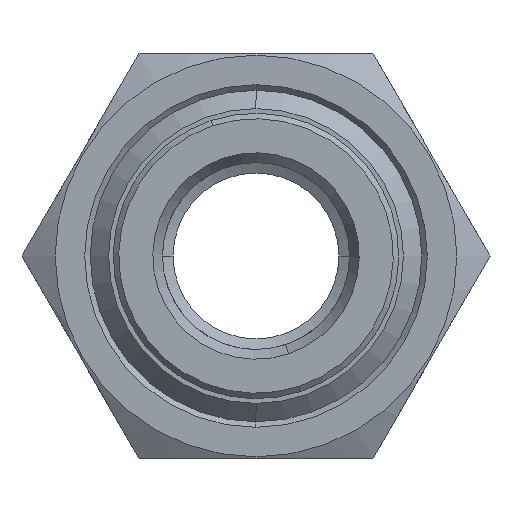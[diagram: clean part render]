
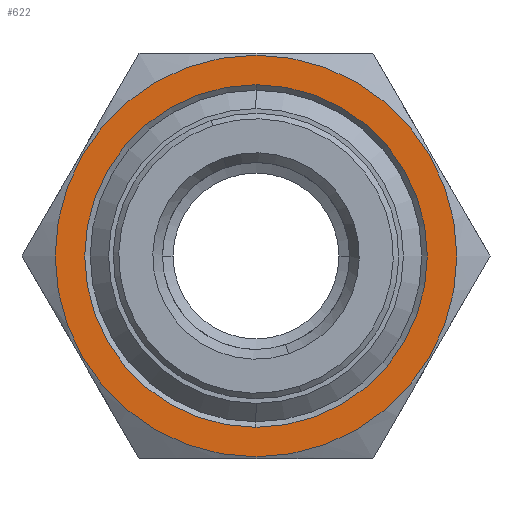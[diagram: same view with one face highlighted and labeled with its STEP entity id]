
A CAD part, front view. The second image highlights one B-rep face of the part: STEP entity #622.
In plain terms, the highlighted planar face has unit normal (0, -1, 0).
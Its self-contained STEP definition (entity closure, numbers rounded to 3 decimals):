
#433 = VERTEX_POINT ( 'NONE', #1639 ) ;
#434 = VERTEX_POINT ( 'NONE', #1638 ) ;
#437 = EDGE_CURVE ( 'NONE', #434, #433, #1635, .T. ) ;
#451 = ORIENTED_EDGE ( 'NONE', *, *, #606, .F. ) ;
#517 = ORIENTED_EDGE ( 'NONE', *, *, #518, .F. ) ;
#518 = EDGE_CURVE ( 'NONE', #607, #603, #1774, .T. ) ;
#519 = ORIENTED_EDGE ( 'NONE', *, *, #437, .T. ) ;
#520 = ORIENTED_EDGE ( 'NONE', *, *, #521, .T. ) ;
#521 = EDGE_CURVE ( 'NONE', #433, #434, #1779, .T. ) ;
#522 = EDGE_LOOP ( 'NONE', ( #451, #517 ) ) ;
#537 = EDGE_LOOP ( 'NONE', ( #519, #520 ) ) ;
#603 = VERTEX_POINT ( 'NONE', #2070 ) ;
#606 = EDGE_CURVE ( 'NONE', #603, #607, #1973, .T. ) ;
#607 = VERTEX_POINT ( 'NONE', #2021 ) ;
#622 = ADVANCED_FACE ( 'NONE', ( #2004, #2003 ), #2007, .T. ) ;
#1586 = DIRECTION ( 'NONE',  ( 0., 0., -1. ) ) ;
#1587 = DIRECTION ( 'NONE',  ( 0., 1., 0. ) ) ;
#1631 = DIRECTION ( 'NONE',  ( 0., 0., -1. ) ) ;
#1632 = DIRECTION ( 'NONE',  ( 0., 1., 0. ) ) ;
#1633 = CARTESIAN_POINT ( 'NONE',  ( 0., -9.5, 0. ) ) ;
#1634 = AXIS2_PLACEMENT_3D ( 'NONE', #1633, #1632, #1631 ) ;
#1635 = CIRCLE ( 'NONE', #1634, 9.3 ) ;
#1638 = CARTESIAN_POINT ( 'NONE',  ( 0., -9.5, 9.3 ) ) ;
#1639 = CARTESIAN_POINT ( 'NONE',  ( 0., -9.5, -9.3 ) ) ;
#1772 = CARTESIAN_POINT ( 'NONE',  ( 0., -9.5, 0. ) ) ;
#1773 = AXIS2_PLACEMENT_3D ( 'NONE', #1772, #1783, #1782 ) ;
#1774 = CIRCLE ( 'NONE', #1773, 10.9 ) ;
#1777 = CARTESIAN_POINT ( 'NONE',  ( 0., -9.5, 0. ) ) ;
#1778 = AXIS2_PLACEMENT_3D ( 'NONE', #1777, #1587, #1586 ) ;
#1779 = CIRCLE ( 'NONE', #1778, 9.3 ) ;
#1782 = DIRECTION ( 'NONE',  ( 0., 0., -1. ) ) ;
#1783 = DIRECTION ( 'NONE',  ( 0., 1., 0. ) ) ;
#1970 = DIRECTION ( 'NONE',  ( 0., 0., -1. ) ) ;
#1971 = DIRECTION ( 'NONE',  ( 0., 1., 0. ) ) ;
#1972 = AXIS2_PLACEMENT_3D ( 'NONE', #1981, #1971, #1970 ) ;
#1973 = CIRCLE ( 'NONE', #1972, 10.9 ) ;
#1981 = CARTESIAN_POINT ( 'NONE',  ( 0., -9.5, 0. ) ) ;
#1993 = DIRECTION ( 'NONE',  ( 0., 0., 1. ) ) ;
#1994 = DIRECTION ( 'NONE',  ( 0., -1., 0. ) ) ;
#1995 = AXIS2_PLACEMENT_3D ( 'NONE', #2005, #1994, #1993 ) ;
#2003 = FACE_OUTER_BOUND ( 'NONE', #522, .T. ) ;
#2004 = FACE_BOUND ( 'NONE', #537, .T. ) ;
#2005 = CARTESIAN_POINT ( 'NONE',  ( -10.9, -9.5, 0. ) ) ;
#2007 = PLANE ( 'NONE',  #1995 ) ;
#2021 = CARTESIAN_POINT ( 'NONE',  ( 0., -9.5, 10.9 ) ) ;
#2070 = CARTESIAN_POINT ( 'NONE',  ( 0., -9.5, -10.9 ) ) ;
